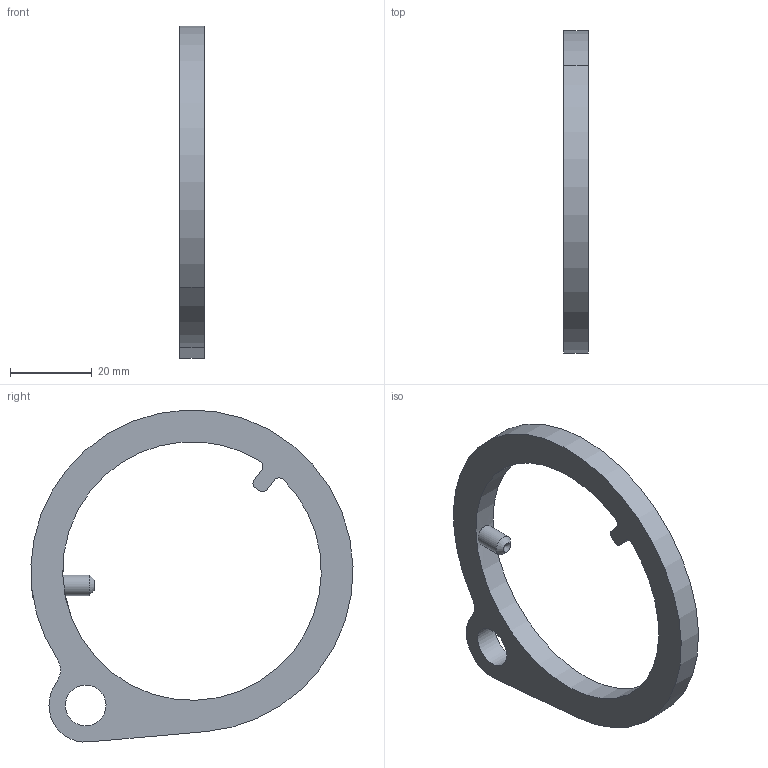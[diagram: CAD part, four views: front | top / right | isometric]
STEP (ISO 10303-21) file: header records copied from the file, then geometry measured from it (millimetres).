
FILE_DESCRIPTION(('STEP AP203'),'1');
FILE_NAME('Verknuepfungkonzentrisch.STP','2019-02-06T11:19:07',(' '),(' '),'Spatial InterOp 3D',' ',' ');
FILE_SCHEMA(('CONFIG_CONTROL_DESIGN'));
Length unit declared in the file: millimetre
Products named in the file (1): 1
Bounding box: 6 x 78.95 x 81.39 mm (x, y, z)
Volume: 11592.5 mm3; surface area: 7135.2 mm2
Topology: 2 solids, 2 shells, 41 faces, 96 edges, 59 vertices
Faces by surface type: cylinder 16, plane 15, cone 10
Full cylindrical faces by diameter (mm): 4.2 x1, 5 x1
Entity records: 1309 total; most frequent: CARTESIAN_POINT 332, DIRECTION 205, ORIENTED_EDGE 176, EDGE_CURVE 88, AXIS2_PLACEMENT_3D 82, VERTEX_POINT 59, EDGE_LOOP 53, ADVANCED_FACE 41
